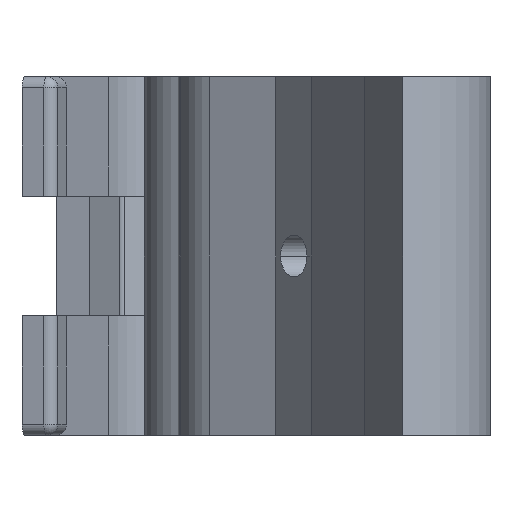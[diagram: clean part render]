
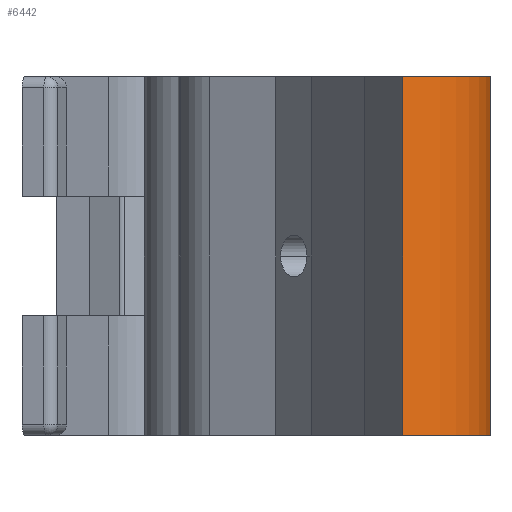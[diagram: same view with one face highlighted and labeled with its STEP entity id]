
A CAD part, left-side view. The second image highlights one B-rep face of the part: STEP entity #6442.
In plain terms, the highlighted cylindrical face has radius 10.475 mm (diameter 20.95 mm), a partial arc.
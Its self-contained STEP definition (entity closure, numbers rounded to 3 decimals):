
#329 = DIRECTION ( 'NONE',  ( 1., 0., 0. ) ) ;
#529 = VERTEX_POINT ( 'NONE', #1810 ) ;
#976 = ORIENTED_EDGE ( 'NONE', *, *, #6011, .F. ) ;
#1558 = EDGE_CURVE ( 'NONE', #3419, #529, #9993, .T. ) ;
#1810 = CARTESIAN_POINT ( 'NONE',  ( -15.875, 44.707, -99.65 ) ) ;
#2729 = CARTESIAN_POINT ( 'NONE',  ( -15.875, 40.873, -113.959 ) ) ;
#2828 = VERTEX_POINT ( 'NONE', #7848 ) ;
#3078 = VECTOR ( 'NONE', #7317, 1000. ) ;
#3295 = CARTESIAN_POINT ( 'NONE',  ( -59.682, 35.636, -104.887 ) ) ;
#3419 = VERTEX_POINT ( 'NONE', #2729 ) ;
#3912 = DIRECTION ( 'NONE',  ( 1., 0., 0. ) ) ;
#4341 = EDGE_CURVE ( 'NONE', #8437, #2828, #10427, .T. ) ;
#4659 = CARTESIAN_POINT ( 'NONE',  ( -15.875, 35.636, -104.887 ) ) ;
#5205 = DIRECTION ( 'NONE',  ( 0., 0., -1. ) ) ;
#5281 = EDGE_CURVE ( 'NONE', #529, #2828, #8927, .T. ) ;
#5620 = DIRECTION ( 'NONE',  ( 0., 0., 1. ) ) ;
#5622 = AXIS2_PLACEMENT_3D ( 'NONE', #9490, #3912, #10421 ) ;
#5907 = LINE ( 'NONE', #11957, #3078 ) ;
#6011 = EDGE_CURVE ( 'NONE', #3419, #8437, #5907, .T. ) ;
#6442 = ADVANCED_FACE ( 'NONE', ( #7626 ), #7326, .T. ) ;
#6776 = VECTOR ( 'NONE', #329, 1000. ) ;
#6898 = CARTESIAN_POINT ( 'NONE',  ( -59.682, 44.707, -99.65 ) ) ;
#7142 = ORIENTED_EDGE ( 'NONE', *, *, #1558, .T. ) ;
#7250 = ORIENTED_EDGE ( 'NONE', *, *, #4341, .F. ) ;
#7317 = DIRECTION ( 'NONE',  ( 1., 0., 0. ) ) ;
#7326 = CYLINDRICAL_SURFACE ( 'NONE', #8267, 10.475 ) ;
#7626 = FACE_OUTER_BOUND ( 'NONE', #10778, .T. ) ;
#7671 = ORIENTED_EDGE ( 'NONE', *, *, #5281, .T. ) ;
#7848 = CARTESIAN_POINT ( 'NONE',  ( 15.875, 44.707, -99.65 ) ) ;
#8267 = AXIS2_PLACEMENT_3D ( 'NONE', #3295, #10776, #5205 ) ;
#8437 = VERTEX_POINT ( 'NONE', #12025 ) ;
#8927 = LINE ( 'NONE', #6898, #6776 ) ;
#9490 = CARTESIAN_POINT ( 'NONE',  ( 15.875, 35.636, -104.887 ) ) ;
#9767 = AXIS2_PLACEMENT_3D ( 'NONE', #4659, #11188, #5620 ) ;
#9993 = CIRCLE ( 'NONE', #9767, 10.475 ) ;
#10421 = DIRECTION ( 'NONE',  ( 0., 0., 1. ) ) ;
#10427 = CIRCLE ( 'NONE', #5622, 10.475 ) ;
#10776 = DIRECTION ( 'NONE',  ( 1., 0., 0. ) ) ;
#10778 = EDGE_LOOP ( 'NONE', ( #976, #7142, #7671, #7250 ) ) ;
#11188 = DIRECTION ( 'NONE',  ( 1., 0., 0. ) ) ;
#11957 = CARTESIAN_POINT ( 'NONE',  ( -15.875, 40.873, -113.959 ) ) ;
#12025 = CARTESIAN_POINT ( 'NONE',  ( 15.875, 40.873, -113.959 ) ) ;
